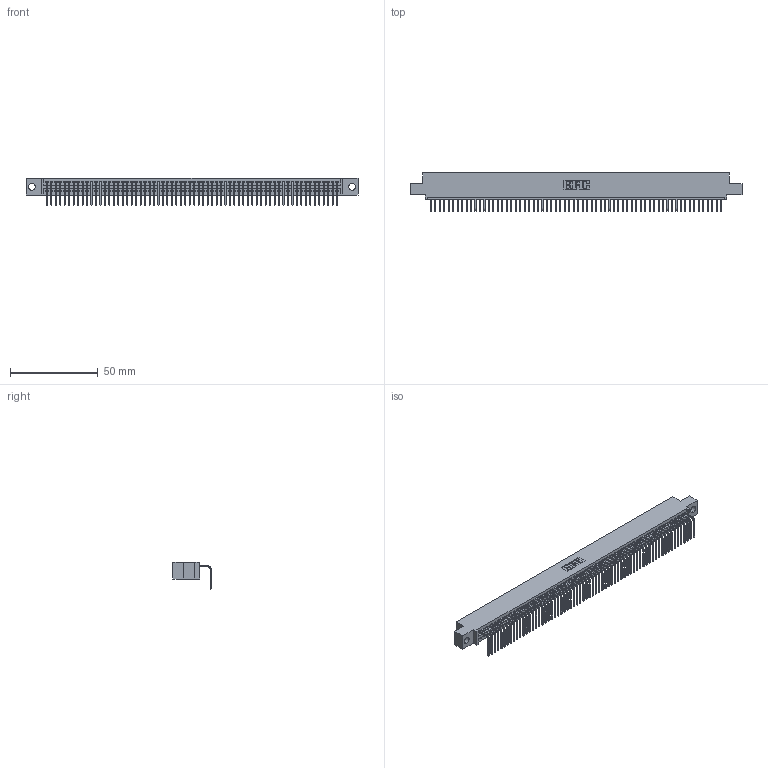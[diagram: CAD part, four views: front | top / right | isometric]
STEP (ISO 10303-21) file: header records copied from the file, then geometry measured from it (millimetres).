
FILE_DESCRIPTION (( 'STEP AP203' ), '1' );
FILE_NAME ('345-066-558-404.STEP', '2018-09-28T23:54:27', ( '' ), ( '' ), 'SwSTEP 2.0', 'SolidWorks 2016', '' );
FILE_SCHEMA (( 'CONFIG_CONTROL_DESIGN' ));
Length unit declared in the file: inch
Products named in the file (3): 345-066-558-404; 345 Part_0.110 Offset - 0.156 Dia-TH; 345-292-001_558 Tail - 2
Assembly tree (67 placements, depth 2):
  345-066-558-404
    345 Part_0.110 Offset - 0.156 Dia-TH
    345-292-001_558 Tail - 2  x66
Bounding box: 188.85 x 21.83 x 15.37 mm (x, y, z)
Volume: 18192.3 mm3; surface area: 25684.9 mm2
Topology: 67 solids, 67 shells, 4090 faces, 12365 edges, 8154 vertices
Faces by surface type: plane 2856, cylinder 1234
Entity records: 46661 total; most frequent: ORIENTED_EDGE 8090, CARTESIAN_POINT 8090, DIRECTION 7029, EDGE_CURVE 4045, LINE 3649, VECTOR 3649, VERTEX_POINT 2694, AXIS2_PLACEMENT_3D 1690
